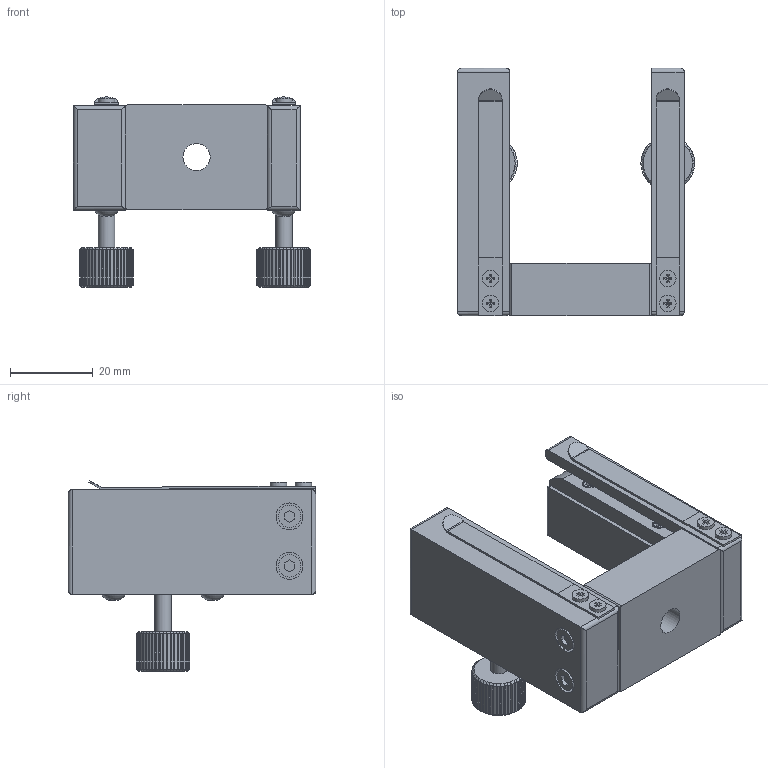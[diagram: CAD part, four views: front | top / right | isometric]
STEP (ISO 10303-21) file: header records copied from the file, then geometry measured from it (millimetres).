
FILE_DESCRIPTION (( 'STEP AP203' ), '1' );
FILE_NAME ('PLH-22.step', '2017-01-11T07:26:00', ( '¦K¬P' ), ( '' ), 'SwSTEP 2.0', 'SolidWorks 2012', '' );
FILE_SCHEMA (( 'CONFIG_CONTROL_DESIGN' ));
Length unit declared in the file: millimetre
Products named in the file (1): PLH-22
Bounding box: 57.5 x 60 x 46.1 mm (x, y, z)
Surface area: 19720.6 mm2 (no closed solid volume)
Topology: 0 solids, 27 shells, 549 faces, 1573 edges, 1061 vertices
Faces by surface type: plane 377, cylinder 156, cone 10, torus 6
Full cylindrical faces by diameter (mm): 3.3 x4, 4 x6, 4.5 x2, 5.4 x4, 6.5 x4, 6.6 x1, 7 x1, 7.2 x2, 13 x1
Entity records: 18102 total; most frequent: CARTESIAN_POINT 4401, ORIENTED_EDGE 2872, DIRECTION 2557, EDGE_CURVE 1524, VERTEX_POINT 1053, AXIS2_PLACEMENT_3D 885, VECTOR 787, LINE 787
